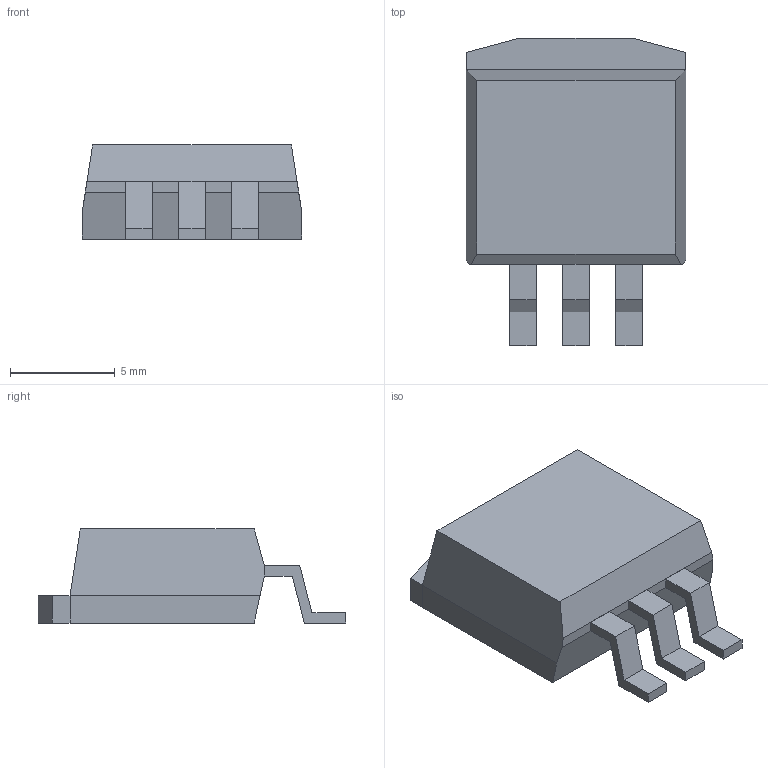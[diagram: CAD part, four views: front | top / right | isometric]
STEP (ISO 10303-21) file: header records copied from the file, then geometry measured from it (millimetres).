
FILE_DESCRIPTION(('FreeCAD Model'),'2;1');
FILE_NAME('Open CASCADE Shape Model','2025-01-22T16:35:00',(''),(''), 'Open CASCADE STEP processor 7.8','FreeCAD','Unknown');
FILE_SCHEMA(('AUTOMOTIVE_DESIGN { 1 0 10303 214 1 1 1 1 }'));
Length unit declared in the file: millimetre
Products named in the file (4): to263_3; difference; difference001; Group
Assembly tree (3 placements, depth 2):
  to263_3
    difference
    difference001
    Group
Bounding box: 10.5 x 14.72 x 4.5 mm (x, y, z)
Volume: 436.1 mm3; surface area: 467 mm2
Topology: 5 solids, 5 shells, 49 faces, 115 edges, 76 vertices
Faces by surface type: plane 49
Entity records: 1480 total; most frequent: CARTESIAN_POINT 244, ORIENTED_EDGE 230, DIRECTION 221, EDGE_CURVE 115, LINE 115, VECTOR 115, VERTEX_POINT 76, AXIS2_PLACEMENT_3D 53
